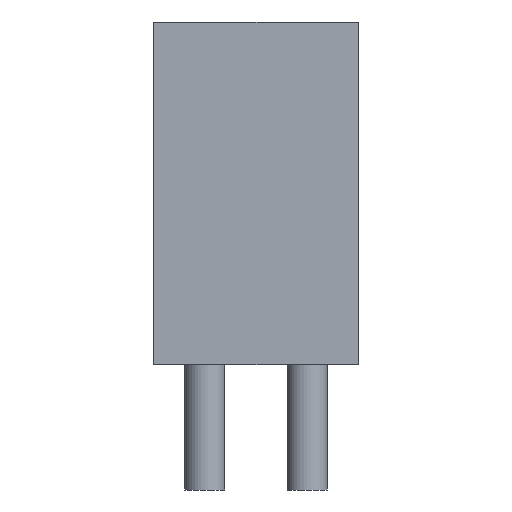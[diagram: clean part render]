
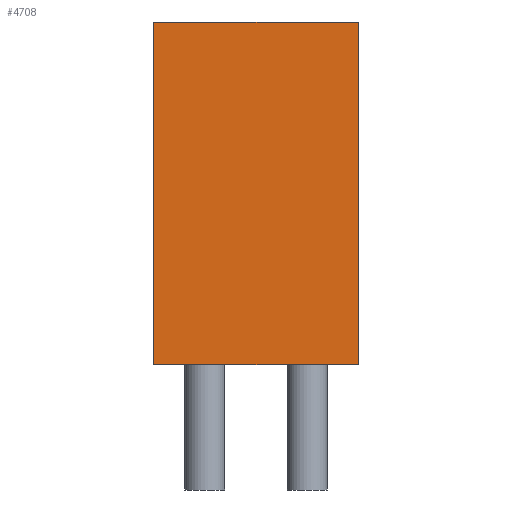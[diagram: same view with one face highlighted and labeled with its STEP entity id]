
A CAD part, left-side view. The second image highlights one B-rep face of the part: STEP entity #4708.
In plain terms, the highlighted planar face has unit normal (-1, 0, 0).
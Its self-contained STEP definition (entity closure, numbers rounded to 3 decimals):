
#502=FACE_OUTER_BOUND('',#788,.T.);
#788=EDGE_LOOP('',(#3961,#3962,#3963,#3964));
#1396=LINE('',#7648,#1928);
#1397=LINE('',#7651,#1929);
#1398=LINE('',#7653,#1930);
#1399=LINE('',#7654,#1931);
#1928=VECTOR('',#6340,10.);
#1929=VECTOR('',#6343,10.);
#1930=VECTOR('',#6344,10.);
#1931=VECTOR('',#6345,10.);
#2337=VERTEX_POINT('',#7641);
#2340=VERTEX_POINT('',#7646);
#2341=VERTEX_POINT('',#7650);
#2342=VERTEX_POINT('',#7652);
#2948=EDGE_CURVE('',#2337,#2340,#1396,.T.);
#2949=EDGE_CURVE('',#2341,#2337,#1397,.T.);
#2950=EDGE_CURVE('',#2342,#2340,#1398,.T.);
#2951=EDGE_CURVE('',#2341,#2342,#1399,.T.);
#3961=ORIENTED_EDGE('',*,*,#2949,.T.);
#3962=ORIENTED_EDGE('',*,*,#2948,.T.);
#3963=ORIENTED_EDGE('',*,*,#2950,.F.);
#3964=ORIENTED_EDGE('',*,*,#2951,.F.);
#4422=PLANE('',#5088);
#4708=ADVANCED_FACE('',(#502),#4422,.T.);
#5088=AXIS2_PLACEMENT_3D('',#7649,#6341,#6342);
#6340=DIRECTION('',(0.,0.,1.));
#6341=DIRECTION('center_axis',(-1.,0.,0.));
#6342=DIRECTION('ref_axis',(0.,-1.,0.));
#6343=DIRECTION('',(0.,-1.,0.));
#6344=DIRECTION('',(0.,-1.,0.));
#6345=DIRECTION('',(0.,0.,1.));
#7641=CARTESIAN_POINT('',(-25.65,-2.54,0.));
#7646=CARTESIAN_POINT('',(-25.65,-2.54,8.5));
#7648=CARTESIAN_POINT('',(-25.65,-2.54,0.));
#7649=CARTESIAN_POINT('Origin',(-25.65,2.54,0.));
#7650=CARTESIAN_POINT('',(-25.65,2.54,0.));
#7651=CARTESIAN_POINT('',(-25.65,2.54,0.));
#7652=CARTESIAN_POINT('',(-25.65,2.54,8.5));
#7653=CARTESIAN_POINT('',(-25.65,2.54,8.5));
#7654=CARTESIAN_POINT('',(-25.65,2.54,0.));
